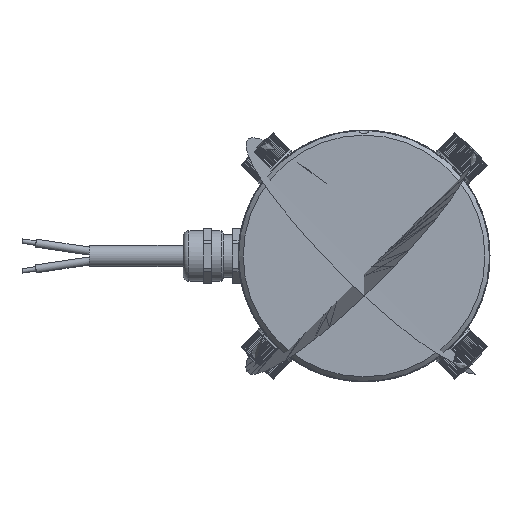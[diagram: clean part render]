
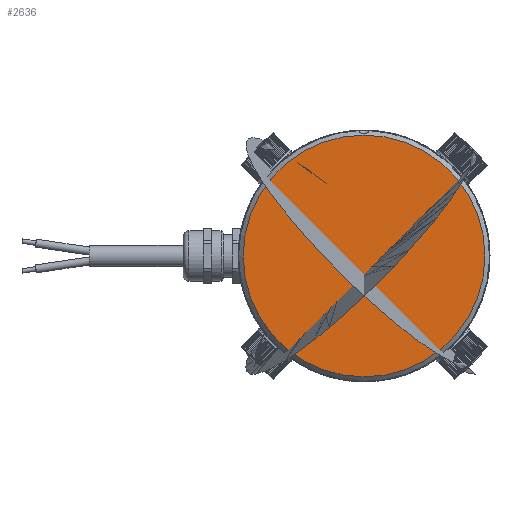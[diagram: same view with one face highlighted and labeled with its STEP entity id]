
A CAD part, left-side view. The second image highlights one B-rep face of the part: STEP entity #2636.
In plain terms, the highlighted planar face has unit normal (-1, 0, 0).
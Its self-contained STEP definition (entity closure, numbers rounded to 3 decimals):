
#2636 = ADVANCED_FACE ( 'Defeature ausgef�hrt6_4', ( #50401 ), #12224, .F. ) ;
#4822 = AXIS2_PLACEMENT_3D ( 'NONE', #43140, #4950, #21960 ) ;
#4950 = DIRECTION ( 'NONE',  ( -1., 0., 0. ) ) ;
#8026 = DIRECTION ( 'NONE',  ( 0., 1., 0. ) ) ;
#12224 = PLANE ( 'NONE',  #40766 ) ;
#13458 = CARTESIAN_POINT ( 'NONE',  ( -59., 52.8, 0. ) ) ;
#21960 = DIRECTION ( 'NONE',  ( 0., 1., 0. ) ) ;
#24029 = ORIENTED_EDGE ( 'NONE', *, *, #41629, .T. ) ;
#28873 = CIRCLE ( 'NONE', #4822, 52.8 ) ;
#29220 = CARTESIAN_POINT ( 'NONE',  ( -59., 0., 0. ) ) ;
#36129 = EDGE_LOOP ( 'NONE', ( #24029 ) ) ;
#40766 = AXIS2_PLACEMENT_3D ( 'NONE', #29220, #46214, #8026 ) ;
#41629 = EDGE_CURVE ( 'NONE', #51647, #51647, #28873, .T. ) ;
#43140 = CARTESIAN_POINT ( 'NONE',  ( -59., 0., 0. ) ) ;
#46214 = DIRECTION ( 'NONE',  ( 1., 0., 0. ) ) ;
#50401 = FACE_OUTER_BOUND ( 'NONE', #36129, .T. ) ;
#51647 = VERTEX_POINT ( 'NONE', #13458 ) ;
